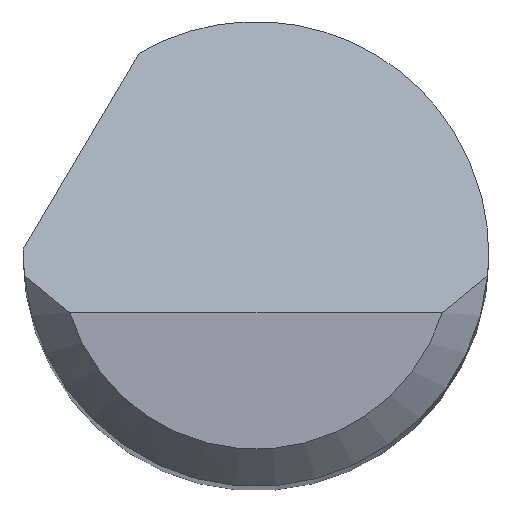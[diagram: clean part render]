
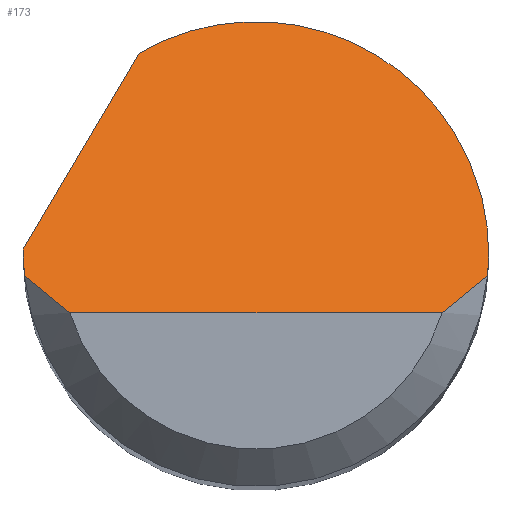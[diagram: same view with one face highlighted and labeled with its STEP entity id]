
A CAD part, top view. The second image highlights one B-rep face of the part: STEP entity #173.
In plain terms, the highlighted planar face has unit normal (0, 0.707, 0.707).
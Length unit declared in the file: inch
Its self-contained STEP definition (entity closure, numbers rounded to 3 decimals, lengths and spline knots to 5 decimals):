
#8 = CARTESIAN_POINT ( 'NONE',  ( -0.09375, 0., 1.47625 ) ) ;
#29 =( BOUNDED_CURVE ( )  B_SPLINE_CURVE ( 3, ( #312, #562, #743, #443 ),
 .UNSPECIFIED., .F., .T. ) 
 B_SPLINE_CURVE_WITH_KNOTS ( ( 4, 4 ),
 ( 1.5708, 1.66427 ),
 .UNSPECIFIED. ) 
 CURVE ( )  GEOMETRIC_REPRESENTATION_ITEM ( )  RATIONAL_B_SPLINE_CURVE ( ( 1., 0.999, 0.999, 1. ) ) 
 REPRESENTATION_ITEM ( '' )  );
#54 = ORIENTED_EDGE ( 'NONE', *, *, #220, .T. ) ;
#58 = CARTESIAN_POINT ( 'NONE',  ( -0.0471, 0.08106, 1.39519 ) ) ;
#59 = VECTOR ( 'NONE', #460, 39.37008 ) ;
#65 = FACE_OUTER_BOUND ( 'NONE', #334, .T. ) ;
#71 = VERTEX_POINT ( 'NONE', #310 ) ;
#88 = CARTESIAN_POINT ( 'NONE',  ( -0.07508, -0.02375, 1.5 ) ) ;
#90 = EDGE_CURVE ( 'NONE', #218, #335, #564, .T. ) ;
#110 =( BOUNDED_CURVE ( )  B_SPLINE_CURVE ( 3, ( #8, #426, #180, #439 ),
 .UNSPECIFIED., .F., .F. ) 
 B_SPLINE_CURVE_WITH_KNOTS ( ( 4, 4 ),
 ( 4.71239, 4.73372 ),
 .UNSPECIFIED. ) 
 CURVE ( )  GEOMETRIC_REPRESENTATION_ITEM ( )  RATIONAL_B_SPLINE_CURVE ( ( 1., 1., 1., 1. ) ) 
 REPRESENTATION_ITEM ( '' )  );
#143 = EDGE_CURVE ( 'NONE', #453, #218, #110, .T. ) ;
#157 = CARTESIAN_POINT ( 'NONE',  ( 0.08157, -0.019, 1.49525 ) ) ;
#171 = CARTESIAN_POINT ( 'NONE',  ( -0.09375, 0., 1.47625 ) ) ;
#173 = ADVANCED_FACE ( 'NONE', ( #65 ), #304, .F. ) ;
#180 = CARTESIAN_POINT ( 'NONE',  ( -0.09374, 0.00133, 1.47492 ) ) ;
#183 = ORIENTED_EDGE ( 'NONE', *, *, #579, .F. ) ;
#199 = CARTESIAN_POINT ( 'NONE',  ( 0., -0.02375, 1.5 ) ) ;
#218 = VERTEX_POINT ( 'NONE', #594 ) ;
#220 = EDGE_CURVE ( 'NONE', #634, #692, #455, .T. ) ;
#223 = CARTESIAN_POINT ( 'NONE',  ( 0.08761, -0.01397, 1.49022 ) ) ;
#225 = B_SPLINE_CURVE_WITH_KNOTS ( 'NONE', 3,
 ( #710, #157, #223, #474 ),
 .UNSPECIFIED., .F., .F.,
 ( 4, 4 ),
 ( 0., 0.00071 ),
 .UNSPECIFIED. ) ;
#237 = CARTESIAN_POINT ( 'NONE',  ( -0.09361, -0.00584, 1.48209 ) ) ;
#251 = VERTEX_POINT ( 'NONE', #701 ) ;
#258 = CARTESIAN_POINT ( 'NONE',  ( 0.09375, 0., 1.47625 ) ) ;
#289 = ORIENTED_EDGE ( 'NONE', *, *, #90, .F. ) ;
#290 = EDGE_CURVE ( 'NONE', #692, #71, #225, .T. ) ;
#304 = PLANE ( 'NONE',  #338 ) ;
#310 = CARTESIAN_POINT ( 'NONE',  ( 0.09334, -0.00875, 1.485 ) ) ;
#312 = CARTESIAN_POINT ( 'NONE',  ( 0.09375, 0., 1.47625 ) ) ;
#316 =( BOUNDED_CURVE ( )  B_SPLINE_CURVE ( 3, ( #565, #702, #461, #258 ),
 .UNSPECIFIED., .F., .T. ) 
 B_SPLINE_CURVE_WITH_KNOTS ( ( 4, 4 ),
 ( 5.75677, 7.85398 ),
 .UNSPECIFIED. ) 
 CURVE ( )  GEOMETRIC_REPRESENTATION_ITEM ( )  RATIONAL_B_SPLINE_CURVE ( ( 1., 0.666, 0.666, 1. ) ) 
 REPRESENTATION_ITEM ( '' )  );
#318 = ORIENTED_EDGE ( 'NONE', *, *, #290, .T. ) ;
#332 = CARTESIAN_POINT ( 'NONE',  ( -0.09334, -0.00875, 1.485 ) ) ;
#334 = EDGE_LOOP ( 'NONE', ( #54, #318, #660, #183, #289, #650, #482, #567 ) ) ;
#335 = VERTEX_POINT ( 'NONE', #58 ) ;
#338 = AXIS2_PLACEMENT_3D ( 'NONE', #377, #625, #638 ) ;
#377 = CARTESIAN_POINT ( 'NONE',  ( -0.09375, -0.02375, 1.5 ) ) ;
#383 = CARTESIAN_POINT ( 'NONE',  ( -0.07508, -0.02375, 1.5 ) ) ;
#399 = EDGE_CURVE ( 'NONE', #251, #453, #704, .T. ) ;
#418 = CARTESIAN_POINT ( 'NONE',  ( -0.09375, -0.00292, 1.47917 ) ) ;
#424 = CARTESIAN_POINT ( 'NONE',  ( -0.09334, -0.00875, 1.485 ) ) ;
#426 = CARTESIAN_POINT ( 'NONE',  ( -0.09375, 0.00067, 1.47558 ) ) ;
#439 = CARTESIAN_POINT ( 'NONE',  ( -0.09373, 0.002, 1.47425 ) ) ;
#440 = CARTESIAN_POINT ( 'NONE',  ( -0.08761, -0.01397, 1.49022 ) ) ;
#443 = CARTESIAN_POINT ( 'NONE',  ( 0.09334, -0.00875, 1.485 ) ) ;
#444 = VECTOR ( 'NONE', #508, 39.37008 ) ;
#447 = CARTESIAN_POINT ( 'NONE',  ( -0.10667, -0.01994, 1.49619 ) ) ;
#453 = VERTEX_POINT ( 'NONE', #557 ) ;
#455 = LINE ( 'NONE', #199, #59 ) ;
#460 = DIRECTION ( 'NONE',  ( 1., 0., 0. ) ) ;
#461 = CARTESIAN_POINT ( 'NONE',  ( 0.09375, 0.08136, 1.39489 ) ) ;
#464 = CARTESIAN_POINT ( 'NONE',  ( 0.07508, -0.02375, 1.5 ) ) ;
#474 = CARTESIAN_POINT ( 'NONE',  ( 0.09334, -0.00875, 1.485 ) ) ;
#482 = ORIENTED_EDGE ( 'NONE', *, *, #399, .F. ) ;
#508 = DIRECTION ( 'NONE',  ( 0.385, 0.653, -0.653 ) ) ;
#512 = EDGE_CURVE ( 'NONE', #570, #71, #29, .T. ) ;
#557 = CARTESIAN_POINT ( 'NONE',  ( -0.09375, 0., 1.47625 ) ) ;
#562 = CARTESIAN_POINT ( 'NONE',  ( 0.09375, -0.00292, 1.47917 ) ) ;
#564 = LINE ( 'NONE', #447, #444 ) ;
#565 = CARTESIAN_POINT ( 'NONE',  ( -0.0471, 0.08106, 1.39519 ) ) ;
#567 = ORIENTED_EDGE ( 'NONE', *, *, #582, .T. ) ;
#570 = VERTEX_POINT ( 'NONE', #577 ) ;
#577 = CARTESIAN_POINT ( 'NONE',  ( 0.09375, 0., 1.47625 ) ) ;
#579 = EDGE_CURVE ( 'NONE', #335, #570, #316, .T. ) ;
#582 = EDGE_CURVE ( 'NONE', #251, #634, #661, .T. ) ;
#594 = CARTESIAN_POINT ( 'NONE',  ( -0.09373, 0.002, 1.47425 ) ) ;
#625 = DIRECTION ( 'NONE',  ( 0., -0.707, -0.707 ) ) ;
#634 = VERTEX_POINT ( 'NONE', #383 ) ;
#638 = DIRECTION ( 'NONE',  ( 0., 0.707, -0.707 ) ) ;
#639 = CARTESIAN_POINT ( 'NONE',  ( -0.08157, -0.019, 1.49525 ) ) ;
#650 = ORIENTED_EDGE ( 'NONE', *, *, #143, .F. ) ;
#660 = ORIENTED_EDGE ( 'NONE', *, *, #512, .F. ) ;
#661 = B_SPLINE_CURVE_WITH_KNOTS ( 'NONE', 3,
 ( #332, #440, #639, #88 ),
 .UNSPECIFIED., .F., .F.,
 ( 4, 4 ),
 ( 0., 0.00071 ),
 .UNSPECIFIED. ) ;
#692 = VERTEX_POINT ( 'NONE', #464 ) ;
#701 = CARTESIAN_POINT ( 'NONE',  ( -0.09334, -0.00875, 1.485 ) ) ;
#702 = CARTESIAN_POINT ( 'NONE',  ( 0.02324, 0.12193, 1.35432 ) ) ;
#704 =( BOUNDED_CURVE ( )  B_SPLINE_CURVE ( 3, ( #424, #237, #418, #171 ),
 .UNSPECIFIED., .F., .T. ) 
 B_SPLINE_CURVE_WITH_KNOTS ( ( 4, 4 ),
 ( 4.61892, 4.71239 ),
 .UNSPECIFIED. ) 
 CURVE ( )  GEOMETRIC_REPRESENTATION_ITEM ( )  RATIONAL_B_SPLINE_CURVE ( ( 1., 0.999, 0.999, 1. ) ) 
 REPRESENTATION_ITEM ( '' )  );
#710 = CARTESIAN_POINT ( 'NONE',  ( 0.07508, -0.02375, 1.5 ) ) ;
#743 = CARTESIAN_POINT ( 'NONE',  ( 0.09361, -0.00584, 1.48209 ) ) ;
